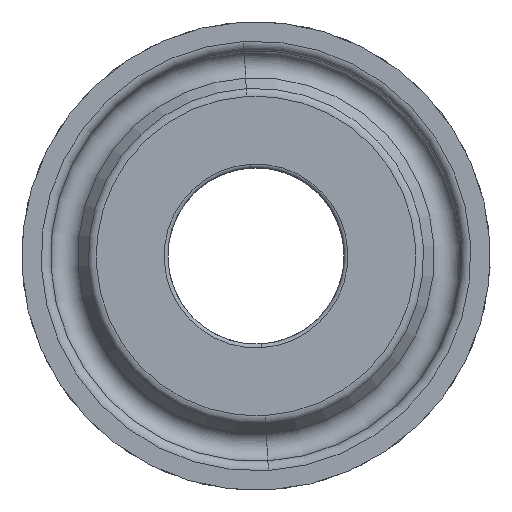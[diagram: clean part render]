
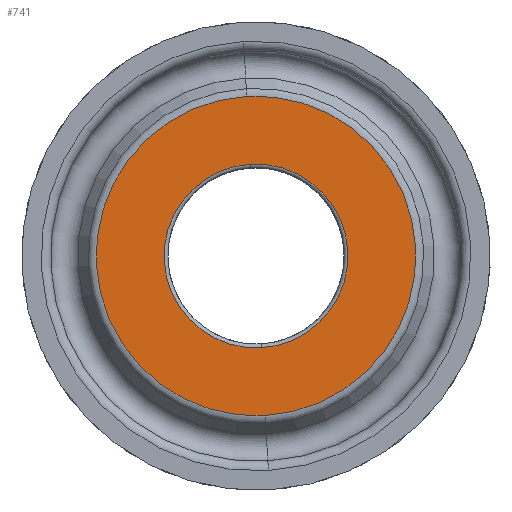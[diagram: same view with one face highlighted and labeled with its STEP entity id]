
A CAD part, front view. The second image highlights one B-rep face of the part: STEP entity #741.
In plain terms, the highlighted face is planar.
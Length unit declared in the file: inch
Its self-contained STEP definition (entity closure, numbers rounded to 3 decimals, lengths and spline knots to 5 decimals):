
#17 = ORIENTED_EDGE ( 'NONE', *, *, #20, .T. ) ;
#20 = EDGE_CURVE ( 'NONE', #552, #832, #789, .T. ) ;
#42 = CIRCLE ( 'NONE', #233, 0.19291 ) ;
#60 = DIRECTION ( 'NONE',  ( 1., 0., 0. ) ) ;
#109 = ORIENTED_EDGE ( 'NONE', *, *, #809, .F. ) ;
#155 = DIRECTION ( 'NONE',  ( 1., 0., 0. ) ) ;
#158 = AXIS2_PLACEMENT_3D ( 'NONE', #821, #1241, #60 ) ;
#178 = DIRECTION ( 'NONE',  ( 0., 0., 1. ) ) ;
#192 = VERTEX_POINT ( 'NONE', #1467 ) ;
#233 = AXIS2_PLACEMENT_3D ( 'NONE', #980, #178, #852 ) ;
#254 = CARTESIAN_POINT ( 'NONE',  ( 0.00017, 0., -0.45769 ) ) ;
#268 = EDGE_CURVE ( 'NONE', #832, #552, #42, .T. ) ;
#315 = VERTEX_POINT ( 'NONE', #1677 ) ;
#328 = FACE_OUTER_BOUND ( 'NONE', #500, .T. ) ;
#416 = AXIS2_PLACEMENT_3D ( 'NONE', #254, #1069, #653 ) ;
#500 = EDGE_LOOP ( 'NONE', ( #109, #1103 ) ) ;
#507 = FACE_BOUND ( 'NONE', #1498, .T. ) ;
#540 = EDGE_CURVE ( 'NONE', #192, #315, #906, .T. ) ;
#552 = VERTEX_POINT ( 'NONE', #1493 ) ;
#568 = CARTESIAN_POINT ( 'NONE',  ( 0.19309, 0., -0.45769 ) ) ;
#586 = ORIENTED_EDGE ( 'NONE', *, *, #268, .T. ) ;
#653 = DIRECTION ( 'NONE',  ( 1., 0., 0. ) ) ;
#741 = ADVANCED_FACE ( 'NONE', ( #328, #507 ), #1323, .F. ) ;
#789 = CIRCLE ( 'NONE', #416, 0.19291 ) ;
#806 = CARTESIAN_POINT ( 'NONE',  ( -0.19274, 0., -0.45769 ) ) ;
#809 = EDGE_CURVE ( 'NONE', #315, #192, #1326, .T. ) ;
#821 = CARTESIAN_POINT ( 'NONE',  ( 0.00017, 0., -0.45769 ) ) ;
#832 = VERTEX_POINT ( 'NONE', #568 ) ;
#852 = DIRECTION ( 'NONE',  ( 1., 0., 0. ) ) ;
#906 = CIRCLE ( 'NONE', #1604, 0.3356 ) ;
#966 = DIRECTION ( 'NONE',  ( 1., 0., 0. ) ) ;
#980 = CARTESIAN_POINT ( 'NONE',  ( 0.00017, 0., -0.45769 ) ) ;
#1069 = DIRECTION ( 'NONE',  ( 0., 0., 1. ) ) ;
#1103 = ORIENTED_EDGE ( 'NONE', *, *, #540, .F. ) ;
#1148 = AXIS2_PLACEMENT_3D ( 'NONE', #806, #1220, #155 ) ;
#1220 = DIRECTION ( 'NONE',  ( 0., 0., 1. ) ) ;
#1241 = DIRECTION ( 'NONE',  ( 0., 0., 1. ) ) ;
#1323 = PLANE ( 'NONE',  #1148 ) ;
#1326 = CIRCLE ( 'NONE', #158, 0.3356 ) ;
#1334 = CARTESIAN_POINT ( 'NONE',  ( 0.00017, 0., -0.45769 ) ) ;
#1467 = CARTESIAN_POINT ( 'NONE',  ( -0.33542, 0., -0.45769 ) ) ;
#1493 = CARTESIAN_POINT ( 'NONE',  ( -0.19274, 0., -0.45769 ) ) ;
#1498 = EDGE_LOOP ( 'NONE', ( #586, #17 ) ) ;
#1604 = AXIS2_PLACEMENT_3D ( 'NONE', #1334, #1614, #966 ) ;
#1614 = DIRECTION ( 'NONE',  ( 0., 0., 1. ) ) ;
#1677 = CARTESIAN_POINT ( 'NONE',  ( 0.33577, 0., -0.45769 ) ) ;
